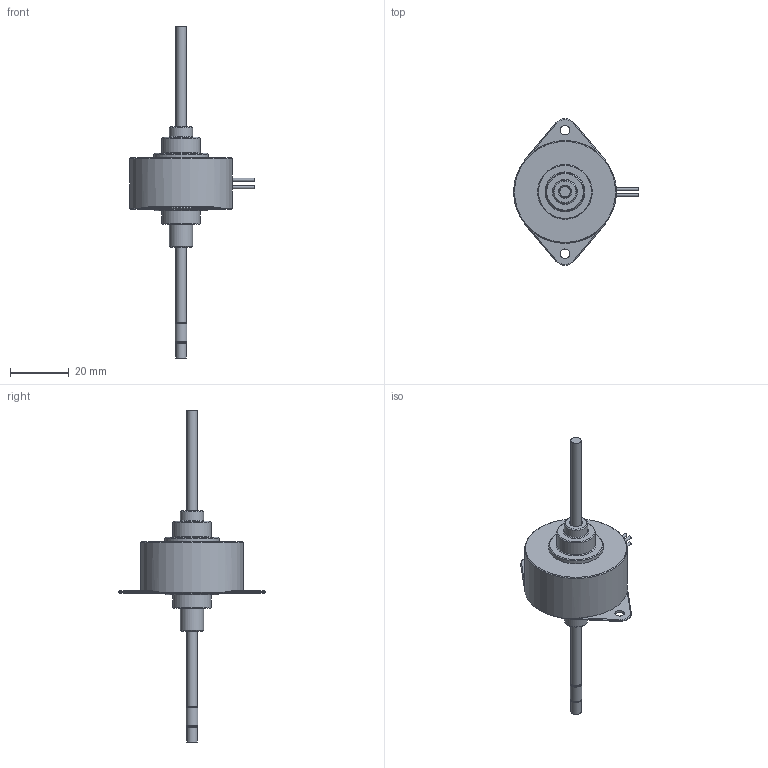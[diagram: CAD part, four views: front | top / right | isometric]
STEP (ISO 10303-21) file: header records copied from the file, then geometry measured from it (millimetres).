
FILE_DESCRIPTION((''),'2;1');
FILE_NAME('LP3575S0504-TR3 5X1 22.stp','2012-12-07T13:10:11',('wei_j'),(''),'Autodesk Inventor 2010','Autodesk Inventor 2010','');
FILE_SCHEMA(('AUTOMOTIVE_DESIGN { 1 0 10303 214 1 1 1 1 }'));
Length unit declared in the file: millimetre
Products named in the file (1): LP3575S0504-TR3 5X1 22
Bounding box: 42.5 x 50 x 113 mm (x, y, z)
Volume: 20061.4 mm3; surface area: 6747.9 mm2
Topology: 1 solids, 1 shells, 76 faces, 152 edges, 94 vertices
Faces by surface type: plane 32, cylinder 25, cone 19
Full cylindrical faces by diameter (mm): 1 x8, 3.2 x2, 3.361 x2, 3.5 x2, 3.8 x1, 4 x1, 7.9 x2, 13 x2, 18.6 x2, 35 x1
Entity records: 2227 total; most frequent: CARTESIAN_POINT 707, DIRECTION 318, ORIENTED_EDGE 224, AXIS2_PLACEMENT_3D 141, EDGE_LOOP 140, EDGE_CURVE 112, VERTEX_POINT 90, FACE_OUTER_BOUND 76
